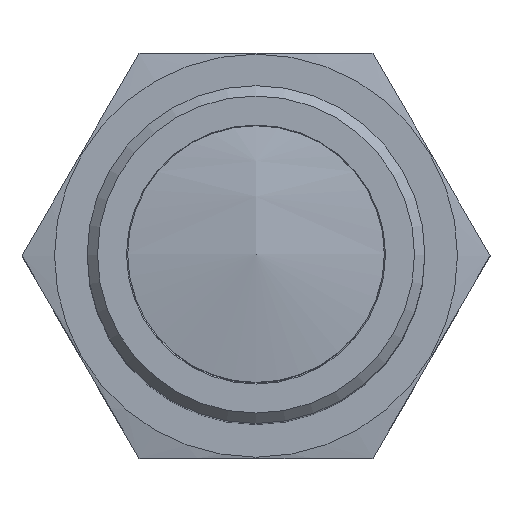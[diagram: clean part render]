
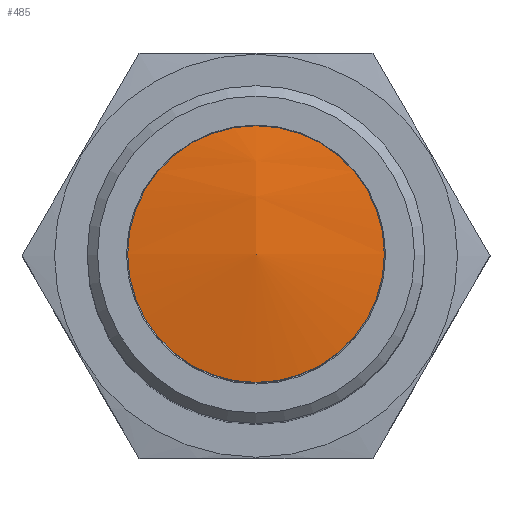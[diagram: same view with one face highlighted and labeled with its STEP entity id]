
A CAD part, top view. The second image highlights one B-rep face of the part: STEP entity #485.
In plain terms, the highlighted spherical face has radius 47.6 mm.
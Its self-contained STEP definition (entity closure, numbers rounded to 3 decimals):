
#46=SPHERICAL_SURFACE('',#559,47.6);
#73=CIRCLE('',#560,11.4);
#110=ORIENTED_EDGE('',*,*,#211,.F.);
#211=EDGE_CURVE('',#267,#267,#73,.T.);
#267=VERTEX_POINT('',#786);
#365=EDGE_LOOP('',(#110));
#421=FACE_BOUND('',#365,.T.);
#485=ADVANCED_FACE('',(#421),#46,.T.);
#559=AXIS2_PLACEMENT_3D('',#784,#649,#650);
#560=AXIS2_PLACEMENT_3D('',#785,#651,#652);
#649=DIRECTION('',(0.,0.,-1.));
#650=DIRECTION('',(0.,1.,0.));
#651=DIRECTION('',(0.,0.,-1.));
#652=DIRECTION('',(-1.,0.,0.));
#784=CARTESIAN_POINT('',(0.,0.,-22.6));
#785=CARTESIAN_POINT('',(0.,0.,23.615));
#786=CARTESIAN_POINT('',(-11.4,0.,23.615));
